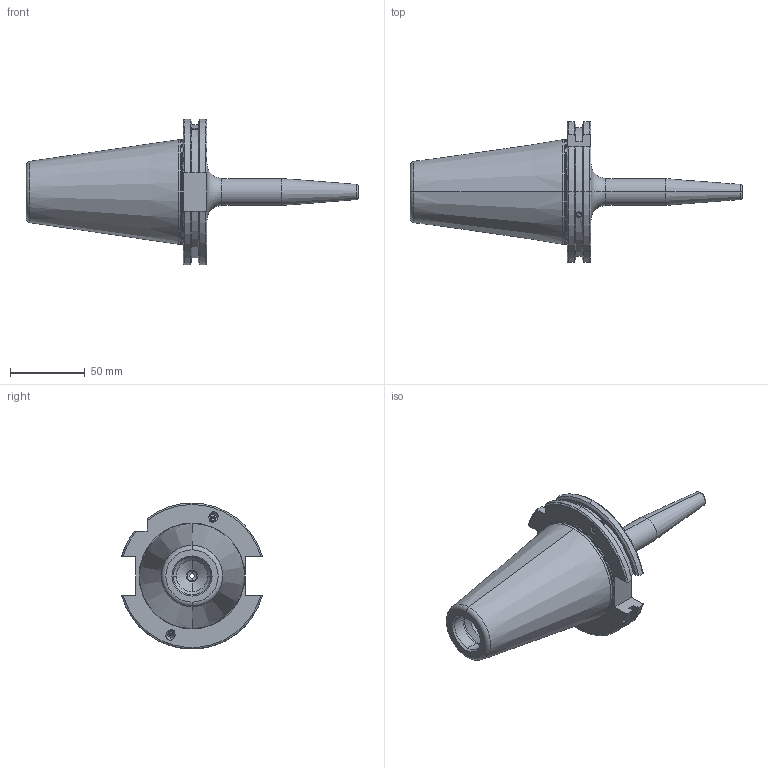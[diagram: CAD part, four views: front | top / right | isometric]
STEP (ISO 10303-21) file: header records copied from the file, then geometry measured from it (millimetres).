
FILE_DESCRIPTION (( 'STEP AP203' ), '1' );
FILE_NAME ('F1S509H-SFC03120.STEP', '2024-08-31T11:22:48', ( '' ), ( '' ), 'SwSTEP 2.0', 'SolidWorks 2024', '' );
FILE_SCHEMA (( 'CONFIG_CONTROL_DESIGN' ));
Length unit declared in the file: millimetre
Products named in the file (4): F1S509H-SFC03120; GS-M4X4-COATING_DIN 913 - M4 x 4-N; SK50SFC03120FWW; GS-M4X4_DIN 913 - M4 x 4-N
Assembly tree (5 placements, depth 2):
  F1S509H-SFC03120
    SK50SFC03120FWW
    GS-M4X4_DIN 913 - M4 x 4-N  x2
    GS-M4X4-COATING_DIN 913 - M4 x 4-N  x2
Bounding box: 221.75 x 94.05 x 97.5 mm (x, y, z)
Volume: 342236.5 mm3; surface area: 51799.1 mm2
Topology: 5 solids, 5 shells, 252 faces, 615 edges, 383 vertices
Faces by surface type: cone 98, cylinder 75, plane 61, torus 18
Entity records: 6406 total; most frequent: CARTESIAN_POINT 1506, DIRECTION 992, ORIENTED_EDGE 902, EDGE_CURVE 451, AXIS2_PLACEMENT_3D 397, VERTEX_POINT 281, CIRCLE 205, EDGE_LOOP 202
